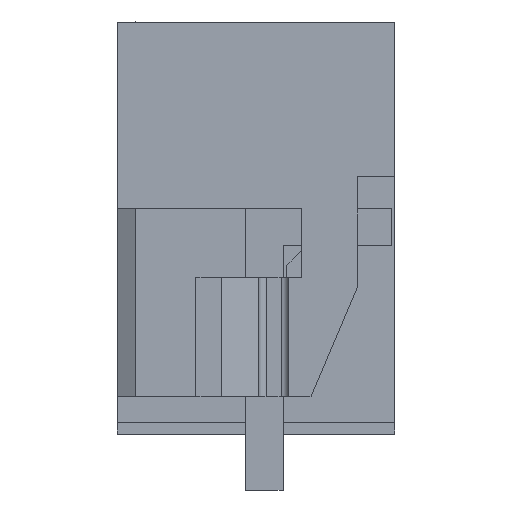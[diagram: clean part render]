
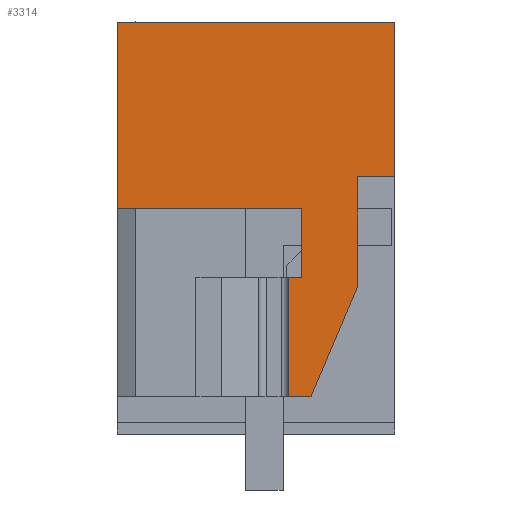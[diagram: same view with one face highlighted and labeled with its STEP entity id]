
A CAD part, left-side view. The second image highlights one B-rep face of the part: STEP entity #3314.
In plain terms, the highlighted planar face has unit normal (-1, 0, 0).
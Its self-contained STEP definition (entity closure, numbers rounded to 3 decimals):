
#3247=AXIS2_PLACEMENT_3D('Plane Axis2P3D',#3244,#3245,#3246) ;
#296=CARTESIAN_POINT('Vertex',(0.,7.45,7.55)) ;
#299=CARTESIAN_POINT('Line Origine',(0.,7.45,10.05)) ;
#303=CARTESIAN_POINT('Vertex',(0.,7.45,12.55)) ;
#3091=CARTESIAN_POINT('Vertex',(0.,2.25,2.5)) ;
#3094=CARTESIAN_POINT('Line Origine',(0.,2.55,2.5)) ;
#3098=CARTESIAN_POINT('Vertex',(0.,2.85,2.5)) ;
#3199=CARTESIAN_POINT('Line Origine',(0.,4.975,7.55)) ;
#3203=CARTESIAN_POINT('Vertex',(0.,2.5,7.55)) ;
#3244=CARTESIAN_POINT('Axis2P3D Location',(0.,7.45,0.1)) ;
#3249=CARTESIAN_POINT('Line Origine',(0.,2.85,4.1)) ;
#3253=CARTESIAN_POINT('Vertex',(0.,2.85,5.7)) ;
#3256=CARTESIAN_POINT('Line Origine',(0.,1.623,3.979)) ;
#3260=CARTESIAN_POINT('Vertex',(0.,0.997,5.458)) ;
#3263=CARTESIAN_POINT('Line Origine',(0.,0.997,6.929)) ;
#3267=CARTESIAN_POINT('Vertex',(0.,0.997,8.4)) ;
#3270=CARTESIAN_POINT('Line Origine',(0.,0.498,8.4)) ;
#3274=CARTESIAN_POINT('Vertex',(0.,0.,8.4)) ;
#3277=CARTESIAN_POINT('Line Origine',(0.,0.,10.475)) ;
#3281=CARTESIAN_POINT('Vertex',(0.,0.,12.55)) ;
#3284=CARTESIAN_POINT('Line Origine',(0.,3.725,12.55)) ;
#3289=CARTESIAN_POINT('Line Origine',(0.,2.5,6.625)) ;
#3293=CARTESIAN_POINT('Vertex',(0.,2.5,5.7)) ;
#3296=CARTESIAN_POINT('Line Origine',(0.,2.675,5.7)) ;
#300=DIRECTION('Vector Direction',(0.,0.,-1.)) ;
#3095=DIRECTION('Vector Direction',(0.,-1.,0.)) ;
#3200=DIRECTION('Vector Direction',(0.,1.,0.)) ;
#3245=DIRECTION('Axis2P3D Direction',(1.,0.,-0.)) ;
#3246=DIRECTION('Axis2P3D XDirection',(0.,0.,1.)) ;
#3250=DIRECTION('Vector Direction',(0.,0.,1.)) ;
#3257=DIRECTION('Vector Direction',(0.,0.39,-0.921)) ;
#3264=DIRECTION('Vector Direction',(0.,0.,1.)) ;
#3271=DIRECTION('Vector Direction',(0.,-1.,0.)) ;
#3278=DIRECTION('Vector Direction',(0.,0.,1.)) ;
#3285=DIRECTION('Vector Direction',(0.,1.,0.)) ;
#3290=DIRECTION('Vector Direction',(0.,0.,-1.)) ;
#3297=DIRECTION('Vector Direction',(0.,1.,0.)) ;
#301=VECTOR('Line Direction',#300,1.) ;
#3096=VECTOR('Line Direction',#3095,1.) ;
#3201=VECTOR('Line Direction',#3200,1.) ;
#3251=VECTOR('Line Direction',#3250,1.) ;
#3258=VECTOR('Line Direction',#3257,1.) ;
#3265=VECTOR('Line Direction',#3264,1.) ;
#3272=VECTOR('Line Direction',#3271,1.) ;
#3279=VECTOR('Line Direction',#3278,1.) ;
#3286=VECTOR('Line Direction',#3285,1.) ;
#3291=VECTOR('Line Direction',#3290,1.) ;
#3298=VECTOR('Line Direction',#3297,1.) ;
#3302=ORIENTED_EDGE('',*,*,#3255,.F.) ;
#3303=ORIENTED_EDGE('',*,*,#3100,.F.) ;
#3304=ORIENTED_EDGE('',*,*,#3262,.F.) ;
#3305=ORIENTED_EDGE('',*,*,#3269,.F.) ;
#3306=ORIENTED_EDGE('',*,*,#3276,.F.) ;
#3307=ORIENTED_EDGE('',*,*,#3283,.F.) ;
#3308=ORIENTED_EDGE('',*,*,#3288,.F.) ;
#3309=ORIENTED_EDGE('',*,*,#305,.F.) ;
#3310=ORIENTED_EDGE('',*,*,#3205,.F.) ;
#3311=ORIENTED_EDGE('',*,*,#3295,.F.) ;
#3312=ORIENTED_EDGE('',*,*,#3300,.F.) ;
#3314=ADVANCED_FACE('HOUSING',(#3313),#3248,.F.) ;
#305=EDGE_CURVE('',#297,#304,#302,.F.) ;
#3100=EDGE_CURVE('',#3092,#3099,#3097,.F.) ;
#3205=EDGE_CURVE('',#3204,#297,#3202,.T.) ;
#3255=EDGE_CURVE('',#3099,#3254,#3252,.T.) ;
#3262=EDGE_CURVE('',#3261,#3092,#3259,.T.) ;
#3269=EDGE_CURVE('',#3268,#3261,#3266,.F.) ;
#3276=EDGE_CURVE('',#3275,#3268,#3273,.F.) ;
#3283=EDGE_CURVE('',#3282,#3275,#3280,.F.) ;
#3288=EDGE_CURVE('',#304,#3282,#3287,.F.) ;
#3295=EDGE_CURVE('',#3294,#3204,#3292,.F.) ;
#3300=EDGE_CURVE('',#3254,#3294,#3299,.F.) ;
#3301=EDGE_LOOP('',(#3302,#3303,#3304,#3305,#3306,#3307,#3308,#3309,#3310,#3311,#3312)) ;
#3313=FACE_OUTER_BOUND('',#3301,.T.) ;
#302=LINE('Line',#299,#301) ;
#3097=LINE('Line',#3094,#3096) ;
#3202=LINE('Line',#3199,#3201) ;
#3252=LINE('Line',#3249,#3251) ;
#3259=LINE('Line',#3256,#3258) ;
#3266=LINE('Line',#3263,#3265) ;
#3273=LINE('Line',#3270,#3272) ;
#3280=LINE('Line',#3277,#3279) ;
#3287=LINE('Line',#3284,#3286) ;
#3292=LINE('Line',#3289,#3291) ;
#3299=LINE('Line',#3296,#3298) ;
#3248=PLANE('',#3247) ;
#297=VERTEX_POINT('',#296) ;
#304=VERTEX_POINT('',#303) ;
#3092=VERTEX_POINT('',#3091) ;
#3099=VERTEX_POINT('',#3098) ;
#3204=VERTEX_POINT('',#3203) ;
#3254=VERTEX_POINT('',#3253) ;
#3261=VERTEX_POINT('',#3260) ;
#3268=VERTEX_POINT('',#3267) ;
#3275=VERTEX_POINT('',#3274) ;
#3282=VERTEX_POINT('',#3281) ;
#3294=VERTEX_POINT('',#3293) ;
